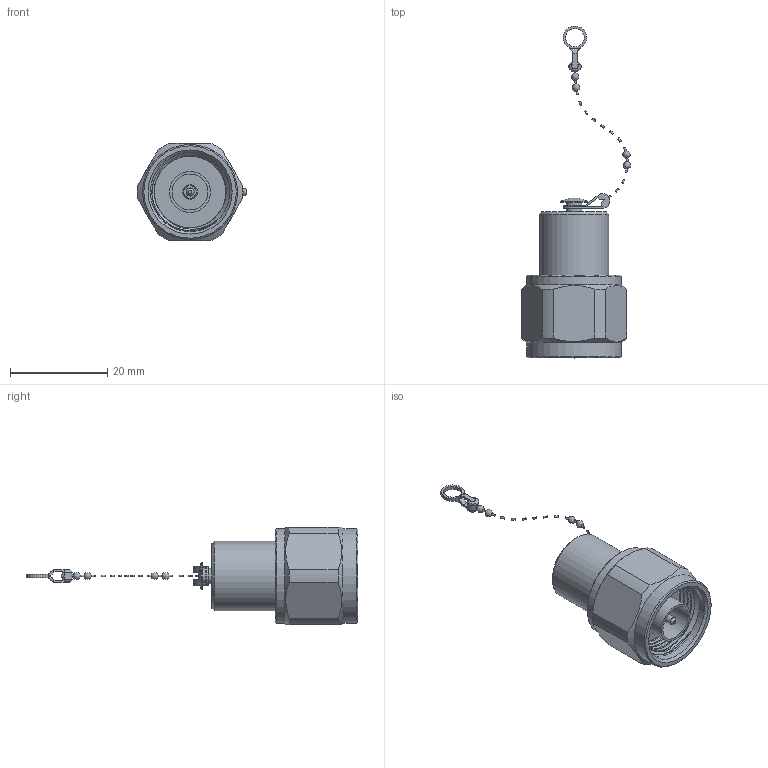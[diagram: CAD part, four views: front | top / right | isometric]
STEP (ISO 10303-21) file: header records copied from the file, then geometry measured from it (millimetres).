
FILE_DESCRIPTION (( 'STEP AP203' ), '1' );
FILE_NAME ('PE6TR010_3D.step', '2021-05-19T15:20:19', ( '' ), ( '' ), 'SwSTEP 2.0', 'SolidWorks 2020', '' );
FILE_SCHEMA (( 'CONFIG_CONTROL_DESIGN' ));
Length unit declared in the file: inch
Products named in the file (1): PE6TR010_3D
Bounding box: 22.52 x 68.18 x 20 mm (x, y, z)
Volume: 6411.4 mm3; surface area: 3411.3 mm2
Topology: 12 solids, 12 shells, 151 faces, 345 edges, 224 vertices
Faces by surface type: plane 59, bspline 51, cylinder 31, cone 10
Full cylindrical faces by diameter (mm): 1.651 x1, 3.048 x1, 3.109 x3, 3.8 x1, 5.455 x1, 7.366 x1, 8.382 x1, 14.2 x1, 16.256 x1, 19.497 x2
Entity records: 7200 total; most frequent: CARTESIAN_POINT 4331, ORIENTED_EDGE 578, DIRECTION 475, EDGE_CURVE 289, VERTEX_POINT 212, EDGE_LOOP 211, AXIS2_PLACEMENT_3D 171, FACE_OUTER_BOUND 160
